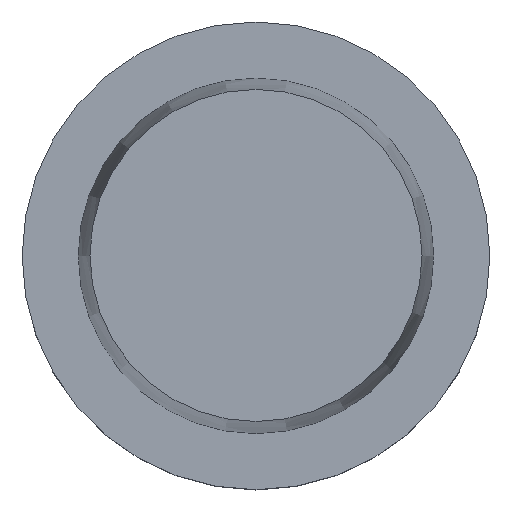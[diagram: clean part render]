
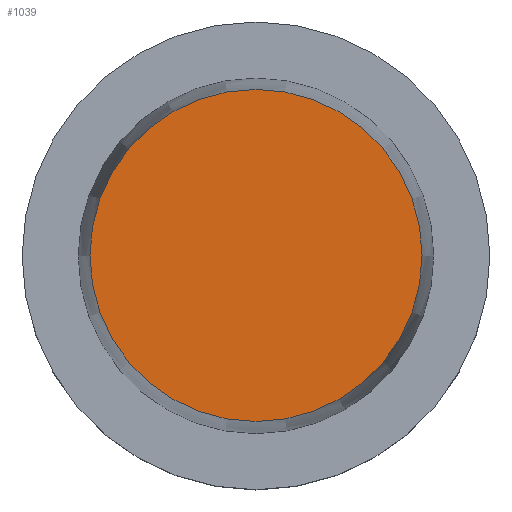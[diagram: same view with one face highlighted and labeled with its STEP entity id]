
A CAD part, top view. The second image highlights one B-rep face of the part: STEP entity #1039.
In plain terms, the highlighted planar face has unit normal (0, 0, 1).
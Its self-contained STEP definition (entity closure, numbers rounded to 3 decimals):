
#706=FACE_OUTER_BOUND('',#1567,.T.);
#847=PLANE('',#3651);
#1039=ADVANCED_FACE('CU_CO_N1_SU_3',(#706),#847,.F.);
#1567=EDGE_LOOP('',(#2151));
#2151=ORIENTED_EDGE('',*,*,#3064,.F.);
#2711=VERTEX_POINT('',#5449);
#3064=EDGE_CURVE('',#2711,#2711,#3342,.T.);
#3342=CIRCLE('',#3650,35.496);
#3650=AXIS2_PLACEMENT_3D('',#5448,#4346,#4347);
#3651=AXIS2_PLACEMENT_3D('',#5450,#4348,#4349);
#4346=DIRECTION('',(0.,0.,-1.));
#4347=DIRECTION('',(-1.,0.,0.));
#4348=DIRECTION('',(0.,0.,-1.));
#4349=DIRECTION('',(-1.,0.,0.));
#5448=CARTESIAN_POINT('',(0.,0.,50.));
#5449=CARTESIAN_POINT('',(-35.496,0.,50.));
#5450=CARTESIAN_POINT('',(0.,0.,50.));
